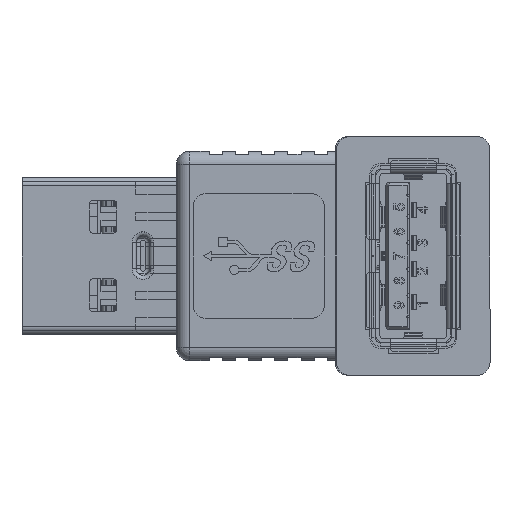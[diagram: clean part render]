
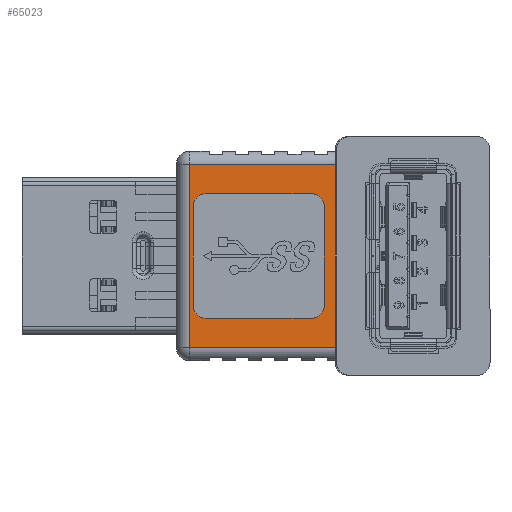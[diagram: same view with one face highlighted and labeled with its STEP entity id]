
A CAD part, left-side view. The second image highlights one B-rep face of the part: STEP entity #65023.
In plain terms, the highlighted face is planar.
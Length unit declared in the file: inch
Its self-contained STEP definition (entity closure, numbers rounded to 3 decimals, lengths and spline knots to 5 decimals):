
#78 = EDGE_LOOP ( 'NONE', ( #42174, #89191, #40673, #38118 ) ) ;
#225 = VERTEX_POINT ( 'NONE', #58276 ) ;
#380 = EDGE_CURVE ( 'NONE', #64688, #31752, #52197, .T. ) ;
#699 = VERTEX_POINT ( 'NONE', #38886 ) ;
#1077 = EDGE_CURVE ( 'NONE', #53920, #68686, #36780, .T. ) ;
#1147 = CARTESIAN_POINT ( 'NONE',  ( 0.14763, -0.15748, 0.08937 ) ) ;
#1973 = ORIENTED_EDGE ( 'NONE', *, *, #7169, .F. ) ;
#3492 = CARTESIAN_POINT ( 'NONE',  ( 0.187, -0.15748, 0.40433 ) ) ;
#3557 = DIRECTION ( 'NONE',  ( -1., 0., 0. ) ) ;
#4742 = DIRECTION ( 'NONE',  ( 0., 1., 0. ) ) ;
#5701 = DIRECTION ( 'NONE',  ( 0., 0., 1. ) ) ;
#6207 = ORIENTED_EDGE ( 'NONE', *, *, #380, .F. ) ;
#7169 = EDGE_CURVE ( 'NONE', #39852, #62609, #52281, .T. ) ;
#8942 = ORIENTED_EDGE ( 'NONE', *, *, #33381, .F. ) ;
#9413 = CARTESIAN_POINT ( 'NONE',  ( 0.187, -0.15748, 0.08937 ) ) ;
#10536 = VECTOR ( 'NONE', #89250, 39.37008 ) ;
#11395 = DIRECTION ( 'NONE',  ( 0., 0., 1. ) ) ;
#11661 = CARTESIAN_POINT ( 'NONE',  ( -0.14763, -0.15748, 0.08937 ) ) ;
#11702 = CARTESIAN_POINT ( 'NONE',  ( 0.31495, -0.15748, 0. ) ) ;
#12110 = DIRECTION ( 'NONE',  ( 0., 0., -1. ) ) ;
#14860 = FACE_BOUND ( 'NONE', #68625, .T. ) ;
#14877 = EDGE_CURVE ( 'NONE', #62609, #62243, #30001, .T. ) ;
#15383 = VERTEX_POINT ( 'NONE', #71294 ) ;
#16310 = CARTESIAN_POINT ( 'NONE',  ( 0.14763, -0.15748, 0.4437 ) ) ;
#18676 = DIRECTION ( 'NONE',  ( 0., -1., 0. ) ) ;
#20210 = DIRECTION ( 'NONE',  ( 1., 0., 0. ) ) ;
#21039 = EDGE_CURVE ( 'NONE', #31752, #39852, #74310, .T. ) ;
#23664 = LINE ( 'NONE', #61456, #10536 ) ;
#23871 = DIRECTION ( 'NONE',  ( -1., 0., 0. ) ) ;
#23910 = VECTOR ( 'NONE', #3557, 39.37008 ) ;
#24089 = DIRECTION ( 'NONE',  ( 1., 0., 0. ) ) ;
#25782 = ORIENTED_EDGE ( 'NONE', *, *, #1077, .F. ) ;
#26106 = CARTESIAN_POINT ( 'NONE',  ( 0.187, -0.15748, 0.40433 ) ) ;
#27849 = CARTESIAN_POINT ( 'NONE',  ( 0.31495, -0.15748, 0.04 ) ) ;
#30001 = CIRCLE ( 'NONE', #82526, 0.03937 ) ;
#30267 = DIRECTION ( 'NONE',  ( 0., 0., -1. ) ) ;
#31700 = AXIS2_PLACEMENT_3D ( 'NONE', #11702, #4742, #11395 ) ;
#31752 = VERTEX_POINT ( 'NONE', #87501 ) ;
#33381 = EDGE_CURVE ( 'NONE', #62243, #53920, #87277, .T. ) ;
#36780 = CIRCLE ( 'NONE', #87527, 0.03937 ) ;
#38118 = ORIENTED_EDGE ( 'NONE', *, *, #53946, .T. ) ;
#38121 = LINE ( 'NONE', #64637, #52293 ) ;
#38886 = CARTESIAN_POINT ( 'NONE',  ( 0.27495, -0.15748, 0.04 ) ) ;
#39429 = EDGE_CURVE ( 'NONE', #225, #64688, #65411, .T. ) ;
#39431 = EDGE_CURVE ( 'NONE', #699, #15383, #38121, .T. ) ;
#39852 = VERTEX_POINT ( 'NONE', #78561 ) ;
#40324 = DIRECTION ( 'NONE',  ( 0., 0., -1. ) ) ;
#40673 = ORIENTED_EDGE ( 'NONE', *, *, #39431, .T. ) ;
#42174 = ORIENTED_EDGE ( 'NONE', *, *, #64870, .T. ) ;
#42458 = VECTOR ( 'NONE', #24089, 39.37008 ) ;
#44804 = CARTESIAN_POINT ( 'NONE',  ( 0.14763, -0.15748, 0.05 ) ) ;
#45146 = CARTESIAN_POINT ( 'NONE',  ( 0.14763, -0.15748, 0.40433 ) ) ;
#46822 = LINE ( 'NONE', #16310, #23910 ) ;
#46870 = ORIENTED_EDGE ( 'NONE', *, *, #39429, .F. ) ;
#46890 = CARTESIAN_POINT ( 'NONE',  ( -0.187, -0.15748, 0.40433 ) ) ;
#49089 = EDGE_CURVE ( 'NONE', #64089, #699, #49754, .T. ) ;
#49754 = LINE ( 'NONE', #27849, #54143 ) ;
#49863 = DIRECTION ( 'NONE',  ( 0., -1., 0. ) ) ;
#50319 = EDGE_CURVE ( 'NONE', #68686, #225, #46822, .T. ) ;
#52197 = LINE ( 'NONE', #46890, #82716 ) ;
#52281 = LINE ( 'NONE', #44804, #42458 ) ;
#52293 = VECTOR ( 'NONE', #79583, 39.37008 ) ;
#53468 = ORIENTED_EDGE ( 'NONE', *, *, #14877, .F. ) ;
#53920 = VERTEX_POINT ( 'NONE', #3492 ) ;
#53946 = EDGE_CURVE ( 'NONE', #15383, #88471, #61817, .T. ) ;
#54143 = VECTOR ( 'NONE', #20210, 39.37008 ) ;
#58236 = DIRECTION ( 'NONE',  ( 0., -1., 0. ) ) ;
#58276 = CARTESIAN_POINT ( 'NONE',  ( -0.14763, -0.15748, 0.4437 ) ) ;
#58581 = CARTESIAN_POINT ( 'NONE',  ( 0.31495, -0.15748, 0.48165 ) ) ;
#58819 = VECTOR ( 'NONE', #5701, 39.37008 ) ;
#61456 = CARTESIAN_POINT ( 'NONE',  ( -0.27495, -0.15748, 0. ) ) ;
#61817 = LINE ( 'NONE', #58581, #80399 ) ;
#62231 = AXIS2_PLACEMENT_3D ( 'NONE', #79282, #65543, #65830 ) ;
#62243 = VERTEX_POINT ( 'NONE', #9413 ) ;
#62609 = VERTEX_POINT ( 'NONE', #84017 ) ;
#63537 = AXIS2_PLACEMENT_3D ( 'NONE', #11661, #18676, #40324 ) ;
#64089 = VERTEX_POINT ( 'NONE', #65605 ) ;
#64637 = CARTESIAN_POINT ( 'NONE',  ( 0.27495, -0.15748, 0. ) ) ;
#64688 = VERTEX_POINT ( 'NONE', #73444 ) ;
#64870 = EDGE_CURVE ( 'NONE', #88471, #64089, #23664, .T. ) ;
#65023 = ADVANCED_FACE ( 'NONE', ( #72695, #14860 ), #88273, .F. ) ;
#65411 = CIRCLE ( 'NONE', #62231, 0.03937 ) ;
#65464 = ORIENTED_EDGE ( 'NONE', *, *, #50319, .F. ) ;
#65543 = DIRECTION ( 'NONE',  ( 0., -1., 0. ) ) ;
#65605 = CARTESIAN_POINT ( 'NONE',  ( -0.27495, -0.15748, 0.04 ) ) ;
#65830 = DIRECTION ( 'NONE',  ( 0., 0., 1. ) ) ;
#68625 = EDGE_LOOP ( 'NONE', ( #65464, #25782, #8942, #53468, #1973, #80897, #6207, #46870 ) ) ;
#68686 = VERTEX_POINT ( 'NONE', #81092 ) ;
#71294 = CARTESIAN_POINT ( 'NONE',  ( 0.27495, -0.15748, 0.48165 ) ) ;
#72695 = FACE_OUTER_BOUND ( 'NONE', #78, .T. ) ;
#73444 = CARTESIAN_POINT ( 'NONE',  ( -0.187, -0.15748, 0.40433 ) ) ;
#74310 = CIRCLE ( 'NONE', #63537, 0.03937 ) ;
#77924 = DIRECTION ( 'NONE',  ( 0., 0., -1. ) ) ;
#78561 = CARTESIAN_POINT ( 'NONE',  ( -0.14763, -0.15748, 0.05 ) ) ;
#79282 = CARTESIAN_POINT ( 'NONE',  ( -0.14763, -0.15748, 0.40433 ) ) ;
#79583 = DIRECTION ( 'NONE',  ( 0., 0., 1. ) ) ;
#80399 = VECTOR ( 'NONE', #23871, 39.37008 ) ;
#80897 = ORIENTED_EDGE ( 'NONE', *, *, #21039, .F. ) ;
#81092 = CARTESIAN_POINT ( 'NONE',  ( 0.14763, -0.15748, 0.4437 ) ) ;
#82489 = CARTESIAN_POINT ( 'NONE',  ( -0.27495, -0.15748, 0.48165 ) ) ;
#82526 = AXIS2_PLACEMENT_3D ( 'NONE', #1147, #49863, #77924 ) ;
#82716 = VECTOR ( 'NONE', #12110, 39.37008 ) ;
#84017 = CARTESIAN_POINT ( 'NONE',  ( 0.14763, -0.15748, 0.05 ) ) ;
#87277 = LINE ( 'NONE', #26106, #58819 ) ;
#87501 = CARTESIAN_POINT ( 'NONE',  ( -0.187, -0.15748, 0.08937 ) ) ;
#87527 = AXIS2_PLACEMENT_3D ( 'NONE', #45146, #58236, #30267 ) ;
#88273 = PLANE ( 'NONE',  #31700 ) ;
#88471 = VERTEX_POINT ( 'NONE', #82489 ) ;
#89191 = ORIENTED_EDGE ( 'NONE', *, *, #49089, .T. ) ;
#89250 = DIRECTION ( 'NONE',  ( 0., 0., -1. ) ) ;
